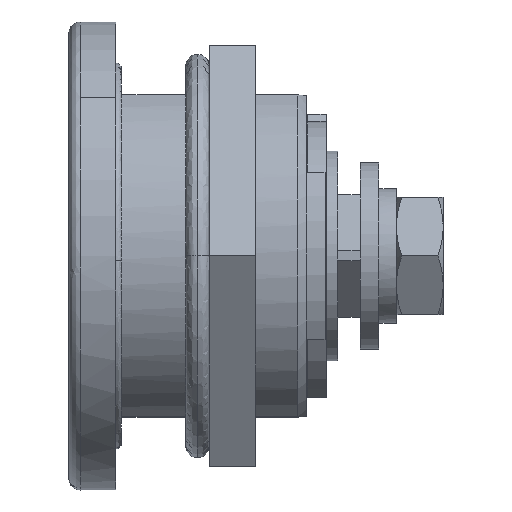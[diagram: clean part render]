
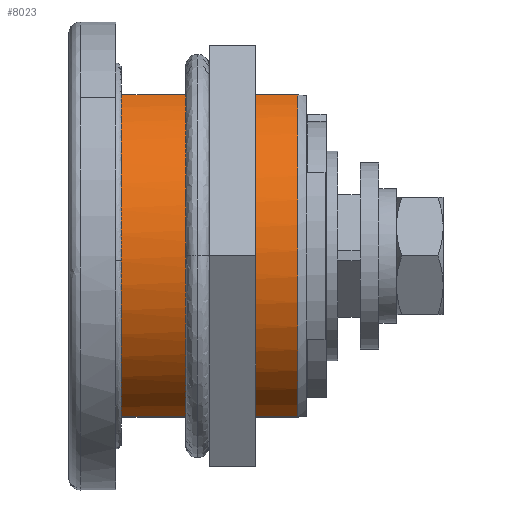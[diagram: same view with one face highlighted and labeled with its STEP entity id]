
A CAD part, top view. The second image highlights one B-rep face of the part: STEP entity #8023.
In plain terms, the highlighted free-form (B-spline) face has degree [1, 2] with [2, 5] control points.
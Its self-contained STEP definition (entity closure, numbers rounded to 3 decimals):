
#7937=CARTESIAN_POINT('',(19.964,13.802,5.875));
#7938=CARTESIAN_POINT('',(2.576,13.802,5.875));
#7939=CARTESIAN_POINT('',(19.964,9.839,15.184));
#7940=CARTESIAN_POINT('',(2.576,9.839,15.184));
#7941=CARTESIAN_POINT('',(19.964,-0.277,14.997));
#7942=CARTESIAN_POINT('',(2.576,-0.277,14.997));
#7943=CARTESIAN_POINT('',(19.964,-10.392,14.811));
#7944=CARTESIAN_POINT('',(2.576,-10.392,14.811));
#7945=CARTESIAN_POINT('',(19.964,-14.009,5.362));
#7946=CARTESIAN_POINT('',(2.576,-14.009,5.362));
#7954=(BOUNDED_SURFACE()B_SPLINE_SURFACE(1,2,((#7937,#7939,#7941,#7943,#7945),(#7938,#7940,#7942,#7944,#7946)),.UNSPECIFIED.,.F.,.F.,.U.)B_SPLINE_SURFACE_WITH_KNOTS((2,2),(3,2,3),(0.0,17.388),(0.0,18.344,36.688),.UNSPECIFIED.)GEOMETRIC_REPRESENTATION_ITEM()RATIONAL_B_SPLINE_SURFACE(((1.0,0.829,1.0,0.829,1.0),(1.0,0.829,1.0,0.829,1.0)))REPRESENTATION_ITEM('')SURFACE());
#7955=CARTESIAN_POINT('',(19.55,-13.75,5.995));
#7956=VERTEX_POINT('',#7955);
#7957=CARTESIAN_POINT('',(3.,-13.75,5.995));
#7958=VERTEX_POINT('',#7957);
#7959=CARTESIAN_POINT('',(19.55,-13.75,5.995));
#7960=CARTESIAN_POINT('',(3.,-13.75,5.995));
#7961=QUASI_UNIFORM_CURVE('',1,(#7959,#7960),.UNSPECIFIED.,.F.,.U.);
#7962=EDGE_CURVE('',#7956,#7958,#7961,.T.);
#7963=ORIENTED_EDGE('',*,*,#7962,.F.);
#7964=CARTESIAN_POINT('',(19.55,13.75,5.995));
#7965=VERTEX_POINT('',#7964);
#7966=CARTESIAN_POINT('',(19.55,-13.75,5.995));
#7967=CARTESIAN_POINT('',(19.55,-13.497,6.576));
#7968=CARTESIAN_POINT('',(19.55,-12.864,7.808));
#7969=CARTESIAN_POINT('',(19.55,-11.675,9.498));
#7970=CARTESIAN_POINT('',(19.55,-10.29,10.969));
#7971=CARTESIAN_POINT('',(19.55,-8.801,12.195));
#7972=CARTESIAN_POINT('',(19.55,-7.247,13.178));
#7973=CARTESIAN_POINT('',(19.55,-5.481,14.008));
#7974=CARTESIAN_POINT('',(19.55,-3.773,14.555));
#7975=CARTESIAN_POINT('',(19.55,-1.88,14.92));
#7976=CARTESIAN_POINT('',(19.55,-0.045,15.045));
#7977=CARTESIAN_POINT('',(19.55,1.721,14.929));
#7978=CARTESIAN_POINT('',(19.55,3.375,14.645));
#7979=CARTESIAN_POINT('',(19.55,4.859,14.224));
#7980=CARTESIAN_POINT('',(19.55,6.476,13.564));
#7981=CARTESIAN_POINT('',(19.55,7.911,12.784));
#7982=CARTESIAN_POINT('',(19.55,9.413,11.725));
#7983=CARTESIAN_POINT('',(19.55,10.661,10.6));
#7984=CARTESIAN_POINT('',(19.55,11.829,9.272));
#7985=CARTESIAN_POINT('',(19.55,12.86,7.806));
#7986=CARTESIAN_POINT('',(19.55,13.469,6.638));
#7987=CARTESIAN_POINT('',(19.55,13.75,5.995));
#7988=B_SPLINE_CURVE_WITH_KNOTS('',3,(#7966,#7967,#7968,#7969,#7970,#7971,#7972,#7973,#7974,#7975,#7976,#7977,#7978,#7979,#7980,#7981,#7982,#7983,#7984,#7985,#7986,#7987),.UNSPECIFIED.,.F.,.U.,(4,1,1,1,1,1,1,1,1,1,1,1,1,1,1,1,1,1,1,4),(0.,1.903,4.145,6.183,7.95,9.921,11.687,13.794,15.288,17.463,19.297,20.588,22.491,23.918,25.821,27.383,29.422,30.849,32.683,34.79),.UNSPECIFIED.);
#7989=EDGE_CURVE('',#7956,#7965,#7988,.T.);
#7990=ORIENTED_EDGE('',*,*,#7989,.T.);
#7991=CARTESIAN_POINT('',(3.,13.75,5.995));
#7992=VERTEX_POINT('',#7991);
#7993=CARTESIAN_POINT('',(19.55,13.75,5.995));
#7994=CARTESIAN_POINT('',(3.,13.75,5.995));
#7995=QUASI_UNIFORM_CURVE('',1,(#7993,#7994),.UNSPECIFIED.,.F.,.U.);
#7996=EDGE_CURVE('',#7965,#7992,#7995,.T.);
#7997=ORIENTED_EDGE('',*,*,#7996,.T.);
#7998=CARTESIAN_POINT('',(3.,13.75,5.995));
#7999=CARTESIAN_POINT('',(3.,13.478,6.618));
#8000=CARTESIAN_POINT('',(3.,12.882,7.766));
#8001=CARTESIAN_POINT('',(3.,11.611,9.591));
#8002=CARTESIAN_POINT('',(3.,10.119,11.154));
#8003=CARTESIAN_POINT('',(3.,8.517,12.384));
#8004=CARTESIAN_POINT('',(3.,6.986,13.314));
#8005=CARTESIAN_POINT('',(3.,5.457,14.011));
#8006=CARTESIAN_POINT('',(3.,3.577,14.609));
#8007=CARTESIAN_POINT('',(3.,1.857,14.925));
#8008=CARTESIAN_POINT('',(3.,-0.113,15.036));
#8009=CARTESIAN_POINT('',(3.,-2.243,14.901));
#8010=CARTESIAN_POINT('',(3.,-4.414,14.395));
#8011=CARTESIAN_POINT('',(3.,-6.459,13.583));
#8012=CARTESIAN_POINT('',(3.,-8.049,12.704));
#8013=CARTESIAN_POINT('',(3.,-9.442,11.689));
#8014=CARTESIAN_POINT('',(3.,-10.809,10.462));
#8015=CARTESIAN_POINT('',(3.,-12.365,8.652));
#8016=CARTESIAN_POINT('',(3.,-13.316,6.991));
#8017=CARTESIAN_POINT('',(3.,-13.75,5.995));
#8018=B_SPLINE_CURVE_WITH_KNOTS('',3,(#7998,#7999,#8000,#8001,#8002,#8003,#8004,#8005,#8006,#8007,#8008,#8009,#8010,#8011,#8012,#8013,#8014,#8015,#8016,#8017),.UNSPECIFIED.,.F.,.U.,(4,1,1,1,1,1,1,1,1,1,1,1,1,1,1,1,1,4),(0.,2.038,3.873,6.659,8.494,9.921,12.027,13.522,15.832,17.259,19.433,22.219,23.918,26.024,27.655,29.082,31.528,34.79),.UNSPECIFIED.);
#8019=EDGE_CURVE('',#7992,#7958,#8018,.T.);
#8020=ORIENTED_EDGE('',*,*,#8019,.T.);
#8021=EDGE_LOOP('',(#7963,#7990,#7997,#8020));
#8022=FACE_OUTER_BOUND('',#8021,.T.);
#8023=ADVANCED_FACE('',(#8022),#7954,.T.);
